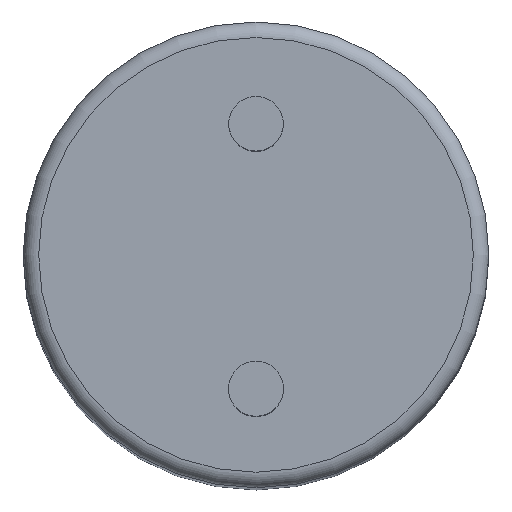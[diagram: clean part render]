
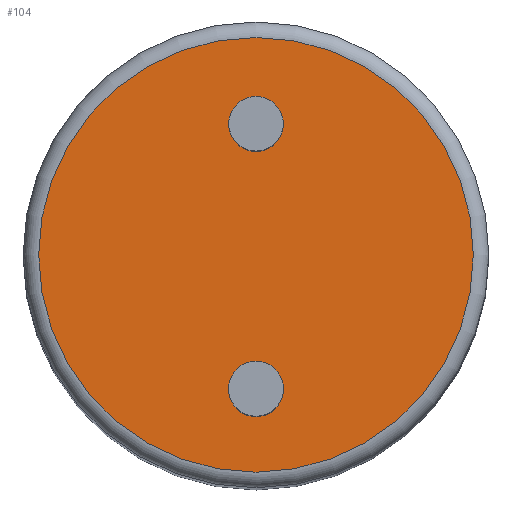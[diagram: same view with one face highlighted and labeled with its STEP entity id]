
A CAD part, top view. The second image highlights one B-rep face of the part: STEP entity #104.
In plain terms, the highlighted planar face has unit normal (0, 0, 1).
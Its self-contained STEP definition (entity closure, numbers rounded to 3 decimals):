
#20=PLANE('',#119);
#29=FACE_BOUND('',#50,.T.);
#30=FACE_BOUND('',#51,.T.);
#37=FACE_OUTER_BOUND('',#49,.T.);
#49=EDGE_LOOP('',(#89));
#50=EDGE_LOOP('',(#90));
#51=EDGE_LOOP('',(#91));
#61=CIRCLE('',#118,2.8);
#62=CIRCLE('',#120,0.355);
#63=CIRCLE('',#121,0.352);
#69=VERTEX_POINT('',#175);
#70=VERTEX_POINT('',#178);
#71=VERTEX_POINT('',#180);
#77=EDGE_CURVE('',#69,#69,#61,.T.);
#78=EDGE_CURVE('',#70,#70,#62,.T.);
#79=EDGE_CURVE('',#71,#71,#63,.T.);
#89=ORIENTED_EDGE('',*,*,#77,.F.);
#90=ORIENTED_EDGE('',*,*,#78,.T.);
#91=ORIENTED_EDGE('',*,*,#79,.T.);
#104=ADVANCED_FACE('',(#37,#29,#30),#20,.T.);
#118=AXIS2_PLACEMENT_3D('',#176,#144,#145);
#119=AXIS2_PLACEMENT_3D('',#177,#146,#147);
#120=AXIS2_PLACEMENT_3D('',#179,#148,#149);
#121=AXIS2_PLACEMENT_3D('',#181,#150,#151);
#144=DIRECTION('center_axis',(0.,0.,-1.));
#145=DIRECTION('ref_axis',(-1.,0.,0.));
#146=DIRECTION('center_axis',(0.,0.,1.));
#147=DIRECTION('ref_axis',(1.,0.,0.));
#148=DIRECTION('center_axis',(0.,0.,-1.));
#149=DIRECTION('ref_axis',(-1.,0.,0.));
#150=DIRECTION('center_axis',(0.,0.,-1.));
#151=DIRECTION('ref_axis',(-1.,0.,0.));
#175=CARTESIAN_POINT('',(2.8,0.,0.));
#176=CARTESIAN_POINT('Origin',(0.,0.,0.));
#177=CARTESIAN_POINT('Origin',(0.,0.,
0.));
#178=CARTESIAN_POINT('',(0.355,-1.731,0.));
#179=CARTESIAN_POINT('Origin',(0.,-1.731,0.));
#180=CARTESIAN_POINT('',(0.352,1.684,0.));
#181=CARTESIAN_POINT('Origin',(0.,1.684,0.));
